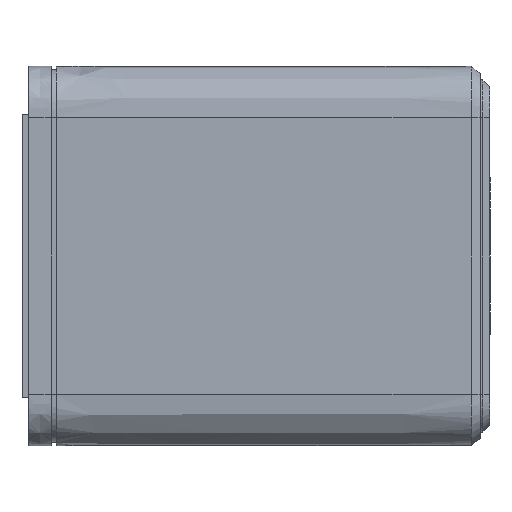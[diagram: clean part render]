
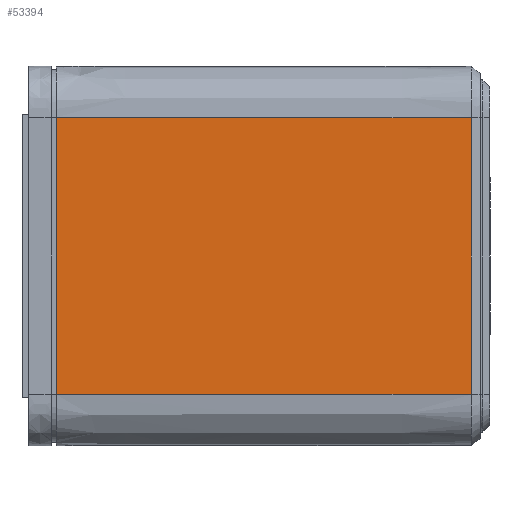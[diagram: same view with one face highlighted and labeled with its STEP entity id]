
A CAD part, left-side view. The second image highlights one B-rep face of the part: STEP entity #53394.
In plain terms, the highlighted planar face has unit normal (-1, 0, 0).
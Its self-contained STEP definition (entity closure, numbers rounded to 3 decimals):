
#3511=DIRECTION('',(0.,1.,0.));
#3512=VECTOR('',#3511,60.689);
#3513=CARTESIAN_POINT('',(-82.5,-29.689,
20.25));
#3514=LINE('',#3513,#3512);
#4477=DIRECTION('',(0.,0.,-1.));
#4478=VECTOR('',#4477,40.5);
#4479=CARTESIAN_POINT('',(-82.5,31.,20.25));
#4480=LINE('',#4479,#4478);
#4481=CARTESIAN_POINT('',(-82.5,31.,-20.25));
#4575=DIRECTION('',(0.,1.,0.));
#4576=VECTOR('',#4575,60.689);
#4577=CARTESIAN_POINT('',(-82.5,-29.689,
-20.25));
#4578=LINE('',#4577,#4576);
#4579=DIRECTION('',(0.,0.,1.));
#4580=VECTOR('',#4579,40.5);
#4581=CARTESIAN_POINT('',(-82.5,-29.689,
-20.25));
#4582=LINE('',#4581,#4580);
#37844=CARTESIAN_POINT('',(-82.5,-29.689,
20.25));
#37845=VERTEX_POINT('',#37844);
#37847=CARTESIAN_POINT('',(-82.5,-29.689,
-20.25));
#37848=VERTEX_POINT('',#37847);
#37856=VERTEX_POINT('',#4481);
#39660=CARTESIAN_POINT('',(-82.5,31.,20.25));
#39661=VERTEX_POINT('',#39660);
#53381=CARTESIAN_POINT('',(-82.5,-31.,-27.75));
#53382=DIRECTION('',(-1.,0.,0.));
#53383=DIRECTION('',(0.,0.,1.));
#53384=AXIS2_PLACEMENT_3D('',#53381,#53382,#53383);
#53385=PLANE('',#53384);
#53387=ORIENTED_EDGE('',*,*,#53386,.F.);
#53389=ORIENTED_EDGE('',*,*,#53388,.T.);
#53390=ORIENTED_EDGE('',*,*,#53205,.F.);
#53391=ORIENTED_EDGE('',*,*,#52050,.F.);
#53392=EDGE_LOOP('',(#53387,#53389,#53390,#53391));
#53393=FACE_OUTER_BOUND('',#53392,.F.);
#53394=ADVANCED_FACE('',(#53393),#53385,.T.);
#52050=EDGE_CURVE('',#37845,#39661,#3514,.T.);
#53205=EDGE_CURVE('',#39661,#37856,#4480,.T.);
#53386=EDGE_CURVE('',#37848,#37845,#4582,.T.);
#53388=EDGE_CURVE('',#37848,#37856,#4578,.T.);
